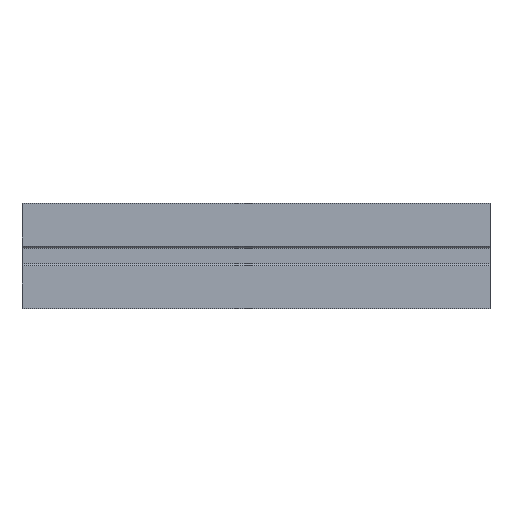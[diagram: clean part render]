
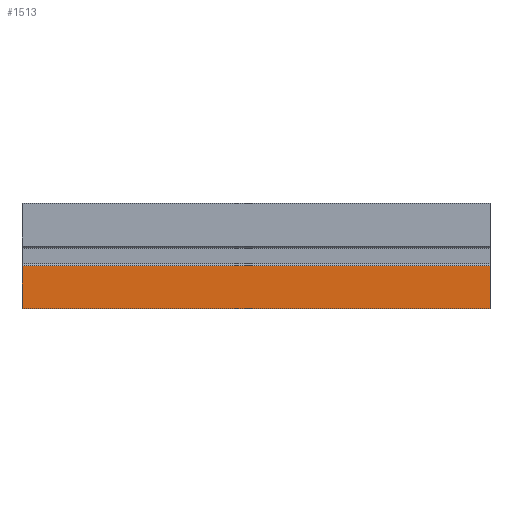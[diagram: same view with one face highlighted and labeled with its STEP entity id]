
A CAD part, top view. The second image highlights one B-rep face of the part: STEP entity #1513.
In plain terms, the highlighted planar face has unit normal (0, 0, 1).
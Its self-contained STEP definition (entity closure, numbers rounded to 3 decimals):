
#38 = CARTESIAN_POINT ( 'NONE',  ( 200., 0., 0. ) ) ;
#134 = LINE ( 'NONE', #1279, #1787 ) ;
#186 = FACE_OUTER_BOUND ( 'NONE', #1604, .T. ) ;
#198 = CARTESIAN_POINT ( 'NONE',  ( 200., 0., 0. ) ) ;
#342 = CARTESIAN_POINT ( 'NONE',  ( 0., 18.35, 0. ) ) ;
#372 = VERTEX_POINT ( 'NONE', #2365 ) ;
#465 = VECTOR ( 'NONE', #2268, 1000. ) ;
#588 = CARTESIAN_POINT ( 'NONE',  ( 200., 18.35, 0. ) ) ;
#618 = DIRECTION ( 'NONE',  ( -1., 0., 0. ) ) ;
#746 = PLANE ( 'NONE',  #1864 ) ;
#799 = CARTESIAN_POINT ( 'NONE',  ( 0., 0., 0. ) ) ;
#802 = VECTOR ( 'NONE', #1067, 1000. ) ;
#902 = LINE ( 'NONE', #1456, #963 ) ;
#963 = VECTOR ( 'NONE', #618, 1000. ) ;
#1031 = DIRECTION ( 'NONE',  ( 0., 0., -1. ) ) ;
#1067 = DIRECTION ( 'NONE',  ( -1., 0., 0. ) ) ;
#1122 = EDGE_CURVE ( 'NONE', #372, #2050, #902, .T. ) ;
#1135 = CARTESIAN_POINT ( 'NONE',  ( 200., 18.35, 0. ) ) ;
#1279 = CARTESIAN_POINT ( 'NONE',  ( 0., 0., 0. ) ) ;
#1303 = EDGE_CURVE ( 'NONE', #1943, #2050, #134, .T. ) ;
#1354 = LINE ( 'NONE', #1135, #802 ) ;
#1456 = CARTESIAN_POINT ( 'NONE',  ( 200., 0., 0. ) ) ;
#1466 = DIRECTION ( 'NONE',  ( 0., -1., 0. ) ) ;
#1513 = ADVANCED_FACE ( 'NONE', ( #186 ), #746, .F. ) ;
#1604 = EDGE_LOOP ( 'NONE', ( #1794, #1617, #1758, #2077 ) ) ;
#1617 = ORIENTED_EDGE ( 'NONE', *, *, #1122, .F. ) ;
#1758 = ORIENTED_EDGE ( 'NONE', *, *, #2221, .F. ) ;
#1787 = VECTOR ( 'NONE', #1466, 1000. ) ;
#1794 = ORIENTED_EDGE ( 'NONE', *, *, #1303, .T. ) ;
#1864 = AXIS2_PLACEMENT_3D ( 'NONE', #198, #1031, #2257 ) ;
#1943 = VERTEX_POINT ( 'NONE', #342 ) ;
#2050 = VERTEX_POINT ( 'NONE', #799 ) ;
#2077 = ORIENTED_EDGE ( 'NONE', *, *, #2370, .T. ) ;
#2091 = VERTEX_POINT ( 'NONE', #588 ) ;
#2221 = EDGE_CURVE ( 'NONE', #2091, #372, #2674, .T. ) ;
#2257 = DIRECTION ( 'NONE',  ( 0., 1., 0. ) ) ;
#2268 = DIRECTION ( 'NONE',  ( 0., -1., 0. ) ) ;
#2365 = CARTESIAN_POINT ( 'NONE',  ( 200., 0., 0. ) ) ;
#2370 = EDGE_CURVE ( 'NONE', #2091, #1943, #1354, .T. ) ;
#2674 = LINE ( 'NONE', #38, #465 ) ;
